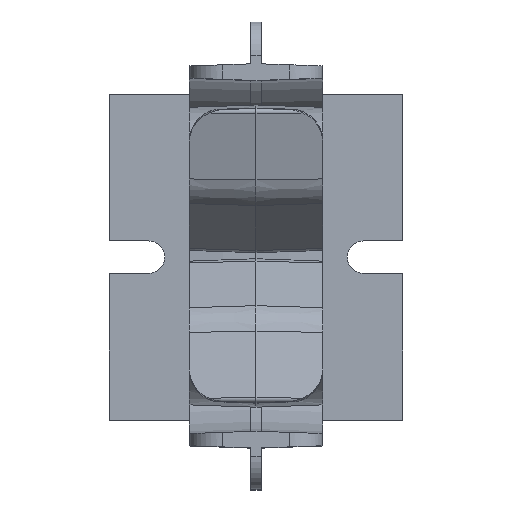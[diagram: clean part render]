
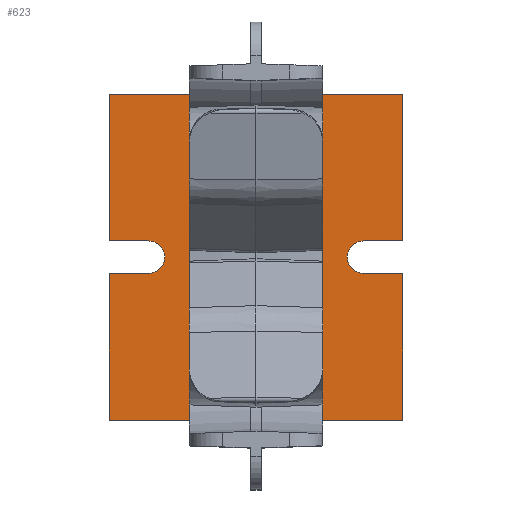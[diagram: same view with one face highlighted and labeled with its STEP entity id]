
A CAD part, top view. The second image highlights one B-rep face of the part: STEP entity #623.
In plain terms, the highlighted planar face has unit normal (0, 0, 1).
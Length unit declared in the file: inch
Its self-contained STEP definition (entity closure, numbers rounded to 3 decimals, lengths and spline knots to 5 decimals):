
#95=FACE_BOUND('',#1134,.T.);
#96=FACE_BOUND('',#1135,.T.);
#267=CIRCLE('',#3943,0.03066);
#273=CIRCLE('',#3952,0.03066);
#305=CIRCLE('',#4084,0.03066);
#307=CIRCLE('',#4087,0.03066);
#319=CIRCLE('',#4105,0.125);
#320=CIRCLE('',#4106,0.125);
#623=ADVANCED_FACE('',(#95,#96),#723,.F.);
#723=PLANE('',#4107);
#1134=EDGE_LOOP('',(#2157,#2158,#2159,#2160,#2161,#2162,#2163,#2164,#2165,
#2166,#2167,#2168));
#1135=EDGE_LOOP('',(#2169,#2170,#2171,#2172,#2173,#2174,#2175,#2176,#2177,
#2178,#2179,#2180,#2181,#2182,#2183,#2184,#2185,#2186));
#2157=ORIENTED_EDGE('',*,*,#3099,.F.);
#2158=ORIENTED_EDGE('',*,*,#3100,.F.);
#2159=ORIENTED_EDGE('',*,*,#3101,.F.);
#2160=ORIENTED_EDGE('',*,*,#3102,.F.);
#2161=ORIENTED_EDGE('',*,*,#2584,.F.);
#2162=ORIENTED_EDGE('',*,*,#3103,.F.);
#2163=ORIENTED_EDGE('',*,*,#2586,.F.);
#2164=ORIENTED_EDGE('',*,*,#3104,.T.);
#2165=ORIENTED_EDGE('',*,*,#3105,.T.);
#2166=ORIENTED_EDGE('',*,*,#3106,.T.);
#2167=ORIENTED_EDGE('',*,*,#3107,.F.);
#2168=ORIENTED_EDGE('',*,*,#3108,.F.);
#2169=ORIENTED_EDGE('',*,*,#3037,.T.);
#2170=ORIENTED_EDGE('',*,*,#2908,.T.);
#2171=ORIENTED_EDGE('',*,*,#3048,.T.);
#2172=ORIENTED_EDGE('',*,*,#3087,.T.);
#2173=ORIENTED_EDGE('',*,*,#3066,.T.);
#2174=ORIENTED_EDGE('',*,*,#3085,.T.);
#2175=ORIENTED_EDGE('',*,*,#3044,.T.);
#2176=ORIENTED_EDGE('',*,*,#2894,.T.);
#2177=ORIENTED_EDGE('',*,*,#3039,.T.);
#2178=ORIENTED_EDGE('',*,*,#2835,.T.);
#2179=ORIENTED_EDGE('',*,*,#2604,.T.);
#2180=ORIENTED_EDGE('',*,*,#2839,.T.);
#2181=ORIENTED_EDGE('',*,*,#2885,.T.);
#2182=ORIENTED_EDGE('',*,*,#2860,.T.);
#2183=ORIENTED_EDGE('',*,*,#2879,.T.);
#2184=ORIENTED_EDGE('',*,*,#2841,.T.);
#2185=ORIENTED_EDGE('',*,*,#2590,.T.);
#2186=ORIENTED_EDGE('',*,*,#2833,.T.);
#2239=VERTEX_POINT('',#5139);
#2242=VERTEX_POINT('',#5144);
#2243=VERTEX_POINT('',#5148);
#2245=VERTEX_POINT('',#5151);
#2247=VERTEX_POINT('',#5157);
#2249=VERTEX_POINT('',#5160);
#2262=VERTEX_POINT('',#5222);
#2263=VERTEX_POINT('',#5224);
#2419=VERTEX_POINT('',#5848);
#2420=VERTEX_POINT('',#5853);
#2422=VERTEX_POINT('',#5859);
#2423=VERTEX_POINT('',#5864);
#2436=VERTEX_POINT('',#5919);
#2437=VERTEX_POINT('',#5921);
#2450=VERTEX_POINT('',#6189);
#2451=VERTEX_POINT('',#6191);
#2464=VERTEX_POINT('',#6253);
#2465=VERTEX_POINT('',#6255);
#2537=VERTEX_POINT('',#6651);
#2540=VERTEX_POINT('',#6658);
#2552=VERTEX_POINT('',#6712);
#2553=VERTEX_POINT('',#6714);
#2565=VERTEX_POINT('',#6969);
#2566=VERTEX_POINT('',#6970);
#2567=VERTEX_POINT('',#6972);
#2568=VERTEX_POINT('',#6974);
#2569=VERTEX_POINT('',#6978);
#2570=VERTEX_POINT('',#6980);
#2571=VERTEX_POINT('',#6982);
#2572=VERTEX_POINT('',#6984);
#2584=EDGE_CURVE('',#2242,#2239,#3130,.T.);
#2586=EDGE_CURVE('',#2243,#2245,#3132,.T.);
#2590=EDGE_CURVE('',#2249,#2247,#3136,.T.);
#2604=EDGE_CURVE('',#2263,#2262,#3143,.T.);
#2833=EDGE_CURVE('',#2247,#2419,#3284,.T.);
#2835=EDGE_CURVE('',#2420,#2263,#3286,.T.);
#2839=EDGE_CURVE('',#2262,#2422,#3290,.T.);
#2841=EDGE_CURVE('',#2423,#2249,#3292,.T.);
#2860=EDGE_CURVE('',#2437,#2436,#3306,.T.);
#2879=EDGE_CURVE('',#2436,#2423,#267,.T.);
#2885=EDGE_CURVE('',#2422,#2437,#273,.T.);
#2894=EDGE_CURVE('',#2451,#2450,#3313,.T.);
#2908=EDGE_CURVE('',#2465,#2464,#3320,.T.);
#3037=EDGE_CURVE('',#2419,#2465,#3398,.T.);
#3039=EDGE_CURVE('',#2450,#2420,#3400,.T.);
#3044=EDGE_CURVE('',#2537,#2451,#3404,.T.);
#3048=EDGE_CURVE('',#2464,#2540,#3408,.T.);
#3066=EDGE_CURVE('',#2553,#2552,#3421,.T.);
#3085=EDGE_CURVE('',#2552,#2537,#305,.T.);
#3087=EDGE_CURVE('',#2540,#2553,#307,.T.);
#3099=EDGE_CURVE('',#2565,#2566,#3427,.T.);
#3100=EDGE_CURVE('',#2567,#2565,#3428,.T.);
#3101=EDGE_CURVE('',#2568,#2567,#319,.T.);
#3102=EDGE_CURVE('',#2239,#2568,#3429,.T.);
#3103=EDGE_CURVE('',#2245,#2242,#3430,.T.);
#3104=EDGE_CURVE('',#2243,#2569,#3431,.T.);
#3105=EDGE_CURVE('',#2569,#2570,#320,.T.);
#3106=EDGE_CURVE('',#2570,#2571,#3432,.T.);
#3107=EDGE_CURVE('',#2572,#2571,#3433,.T.);
#3108=EDGE_CURVE('',#2566,#2572,#3434,.T.);
#3130=LINE('',#5145,#3454);
#3132=LINE('',#5150,#3456);
#3136=LINE('',#5159,#3460);
#3143=LINE('',#5223,#3467);
#3284=LINE('',#5849,#3608);
#3286=LINE('',#5852,#3610);
#3290=LINE('',#5860,#3614);
#3292=LINE('',#5863,#3616);
#3306=LINE('',#5920,#3630);
#3313=LINE('',#6190,#3637);
#3320=LINE('',#6254,#3644);
#3398=LINE('',#6636,#3722);
#3400=LINE('',#6639,#3724);
#3404=LINE('',#6650,#3728);
#3408=LINE('',#6659,#3732);
#3421=LINE('',#6713,#3745);
#3427=LINE('',#6968,#3751);
#3428=LINE('',#6971,#3752);
#3429=LINE('',#6975,#3753);
#3430=LINE('',#6976,#3754);
#3431=LINE('',#6977,#3755);
#3432=LINE('',#6981,#3756);
#3433=LINE('',#6983,#3757);
#3434=LINE('',#6985,#3758);
#3454=VECTOR('',#4126,1.);
#3456=VECTOR('',#4130,1.);
#3460=VECTOR('',#4136,1.);
#3467=VECTOR('',#4153,1.);
#3608=VECTOR('',#4554,1.);
#3610=VECTOR('',#4558,1.);
#3614=VECTOR('',#4564,1.);
#3616=VECTOR('',#4568,1.);
#3630=VECTOR('',#4596,1.);
#3637=VECTOR('',#4685,1.);
#3644=VECTOR('',#4702,1.);
#3722=VECTOR('',#4946,1.);
#3724=VECTOR('',#4950,1.);
#3728=VECTOR('',#4960,1.);
#3732=VECTOR('',#4966,1.);
#3745=VECTOR('',#4993,1.);
#3751=VECTOR('',#5081,1.);
#3752=VECTOR('',#5082,1.);
#3753=VECTOR('',#5085,1.);
#3754=VECTOR('',#5086,1.);
#3755=VECTOR('',#5087,1.);
#3756=VECTOR('',#5090,1.);
#3757=VECTOR('',#5091,1.);
#3758=VECTOR('',#5092,1.);
#3943=AXIS2_PLACEMENT_3D('',#6082,#4642,#4643);
#3952=AXIS2_PLACEMENT_3D('',#6115,#4660,#4661);
#4084=AXIS2_PLACEMENT_3D('',#6863,#5039,#5040);
#4087=AXIS2_PLACEMENT_3D('',#6866,#5045,#5046);
#4105=AXIS2_PLACEMENT_3D('',#6973,#5083,#5084);
#4106=AXIS2_PLACEMENT_3D('',#6979,#5088,#5089);
#4107=AXIS2_PLACEMENT_3D('',#6986,#5093,#5094);
#4126=DIRECTION('',(0.,1.,0.));
#4130=DIRECTION('',(0.,-1.,0.));
#4136=DIRECTION('',(0.,-1.,0.));
#4153=DIRECTION('',(0.,-1.,0.));
#4554=DIRECTION('',(-0.999,-0.035,0.));
#4558=DIRECTION('',(0.999,-0.035,0.));
#4564=DIRECTION('',(-0.999,-0.035,0.));
#4568=DIRECTION('',(0.999,-0.035,0.));
#4596=DIRECTION('',(0.,-1.,0.));
#4642=DIRECTION('',(0.,0.,1.));
#4643=DIRECTION('',(1.,0.,0.));
#4660=DIRECTION('',(0.,0.,1.));
#4661=DIRECTION('',(1.,0.,0.));
#4685=DIRECTION('',(0.,1.,0.));
#4702=DIRECTION('',(0.,1.,0.));
#4946=DIRECTION('',(-0.999,0.035,0.));
#4950=DIRECTION('',(0.999,0.035,0.));
#4960=DIRECTION('',(-0.999,0.035,0.));
#4966=DIRECTION('',(0.999,0.035,0.));
#4993=DIRECTION('',(0.,1.,0.));
#5039=DIRECTION('',(0.,0.,1.));
#5040=DIRECTION('',(1.,0.,0.));
#5045=DIRECTION('',(0.,0.,1.));
#5046=DIRECTION('',(1.,0.,0.));
#5081=DIRECTION('',(0.,1.,0.));
#5082=DIRECTION('',(-1.,0.,0.));
#5083=DIRECTION('',(0.,0.,1.));
#5084=DIRECTION('',(0.,1.,0.));
#5085=DIRECTION('',(1.,0.,0.));
#5086=DIRECTION('',(-1.,0.,0.));
#5087=DIRECTION('',(-1.,0.,0.));
#5088=DIRECTION('',(0.,0.,-1.));
#5089=DIRECTION('',(0.,1.,0.));
#5090=DIRECTION('',(1.,0.,0.));
#5091=DIRECTION('',(0.,-1.,0.));
#5092=DIRECTION('',(1.,0.,0.));
#5093=DIRECTION('',(0.,0.,-1.));
#5094=DIRECTION('',(-1.,0.,0.));
#5139=CARTESIAN_POINT('',(-1.625,6.975,-4.97295));
#5144=CARTESIAN_POINT('',(-1.625,5.85,-4.97295));
#5145=CARTESIAN_POINT('',(-1.625,5.85,-4.97295));
#5148=CARTESIAN_POINT('',(0.625,6.975,-4.97295));
#5150=CARTESIAN_POINT('',(0.625,8.35,-4.97295));
#5151=CARTESIAN_POINT('',(0.625,5.85,-4.97295));
#5157=CARTESIAN_POINT('',(0.011,6.35062,-4.97295));
#5159=CARTESIAN_POINT('',(0.011,6.44413,-4.97295));
#5160=CARTESIAN_POINT('',(0.011,6.44413,-4.97295));
#5222=CARTESIAN_POINT('',(0.011,7.75587,-4.97295));
#5223=CARTESIAN_POINT('',(0.011,7.84938,-4.97295));
#5224=CARTESIAN_POINT('',(0.011,7.84938,-4.97295));
#5848=CARTESIAN_POINT('',(-0.5,6.33278,-4.97295));
#5849=CARTESIAN_POINT('',(0.011,6.35062,-4.97295));
#5852=CARTESIAN_POINT('',(-0.5,7.86722,-4.97295));
#5853=CARTESIAN_POINT('',(-0.5,7.86722,-4.97295));
#5859=CARTESIAN_POINT('',(-0.42902,7.74051,-4.97295));
#5860=CARTESIAN_POINT('',(0.011,7.75587,-4.97295));
#5863=CARTESIAN_POINT('',(-0.42902,6.45949,-4.97295));
#5864=CARTESIAN_POINT('',(-0.42902,6.45949,-4.97295));
#5919=CARTESIAN_POINT('',(-0.45861,6.49014,-4.97295));
#5920=CARTESIAN_POINT('',(-0.45861,7.70986,-4.97295));
#5921=CARTESIAN_POINT('',(-0.45861,7.70986,-4.97295));
#6082=CARTESIAN_POINT('',(-0.42795,6.49014,-4.97295));
#6115=CARTESIAN_POINT('',(-0.42795,7.70986,-4.97295));
#6189=CARTESIAN_POINT('',(-1.011,7.84938,-4.97295));
#6190=CARTESIAN_POINT('',(-1.011,7.75587,-4.97295));
#6191=CARTESIAN_POINT('',(-1.011,7.75587,-4.97295));
#6253=CARTESIAN_POINT('',(-1.011,6.44413,-4.97295));
#6254=CARTESIAN_POINT('',(-1.011,6.35062,-4.97295));
#6255=CARTESIAN_POINT('',(-1.011,6.35062,-4.97295));
#6636=CARTESIAN_POINT('',(-0.5,6.33278,-4.97295));
#6639=CARTESIAN_POINT('',(-1.011,7.84938,-4.97295));
#6650=CARTESIAN_POINT('',(-0.57098,7.74051,-4.97295));
#6651=CARTESIAN_POINT('',(-0.57098,7.74051,-4.97295));
#6658=CARTESIAN_POINT('',(-0.57098,6.45949,-4.97295));
#6659=CARTESIAN_POINT('',(-1.011,6.44413,-4.97295));
#6712=CARTESIAN_POINT('',(-0.54139,7.70986,-4.97295));
#6713=CARTESIAN_POINT('',(-0.54139,6.49014,-4.97295));
#6714=CARTESIAN_POINT('',(-0.54139,6.49014,-4.97295));
#6863=CARTESIAN_POINT('',(-0.57205,7.70986,-4.97295));
#6866=CARTESIAN_POINT('',(-0.57205,6.49014,-4.97295));
#6968=CARTESIAN_POINT('',(-1.625,5.85,-4.97295));
#6969=CARTESIAN_POINT('',(-1.625,7.225,-4.97295));
#6970=CARTESIAN_POINT('',(-1.625,8.35,-4.97295));
#6971=CARTESIAN_POINT('',(-1.325,7.225,-4.97295));
#6972=CARTESIAN_POINT('',(-1.325,7.225,-4.97295));
#6973=CARTESIAN_POINT('',(-1.325,7.1,-4.97295));
#6974=CARTESIAN_POINT('',(-1.325,6.975,-4.97295));
#6975=CARTESIAN_POINT('',(-1.625,6.975,-4.97295));
#6976=CARTESIAN_POINT('',(0.625,5.85,-4.97295));
#6977=CARTESIAN_POINT('',(0.625,6.975,-4.97295));
#6978=CARTESIAN_POINT('',(0.325,6.975,-4.97295));
#6979=CARTESIAN_POINT('',(0.325,7.1,-4.97295));
#6980=CARTESIAN_POINT('',(0.325,7.225,-4.97295));
#6981=CARTESIAN_POINT('',(0.325,7.225,-4.97295));
#6982=CARTESIAN_POINT('',(0.625,7.225,-4.97295));
#6983=CARTESIAN_POINT('',(0.625,8.35,-4.97295));
#6984=CARTESIAN_POINT('',(0.625,8.35,-4.97295));
#6985=CARTESIAN_POINT('',(-1.625,8.35,-4.97295));
#6986=CARTESIAN_POINT('',(0.,0.,-4.97295));
